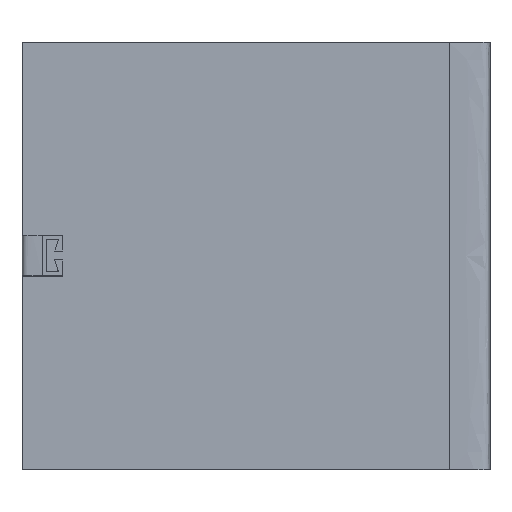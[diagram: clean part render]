
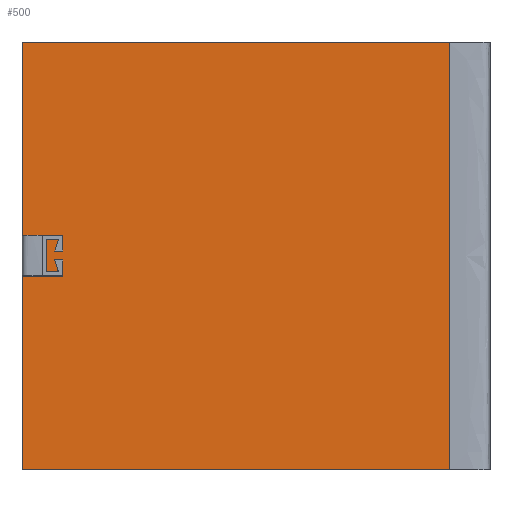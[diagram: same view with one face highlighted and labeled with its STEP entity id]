
A CAD part, top view. The second image highlights one B-rep face of the part: STEP entity #500.
In plain terms, the highlighted planar face has unit normal (0, 0, 1).
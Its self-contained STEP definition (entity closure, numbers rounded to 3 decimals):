
#42=FACE_OUTER_BOUND('',#69,.T.);
#69=EDGE_LOOP('',(#408,#409,#410,#411,#412,#413,#414,#415,#416,#417,#418,
#419,#420,#421,#422,#423,#424,#425,#426,#427,#428,#429));
#77=LINE('',#670,#142);
#81=LINE('',#677,#146);
#84=LINE('',#683,#149);
#87=LINE('',#689,#152);
#91=LINE('',#696,#156);
#93=LINE('',#699,#158);
#96=LINE('',#705,#161);
#99=LINE('',#713,#164);
#103=LINE('',#720,#168);
#107=LINE('',#727,#172);
#109=LINE('',#730,#174);
#112=LINE('',#736,#177);
#114=LINE('',#739,#179);
#121=LINE('',#754,#186);
#122=LINE('',#757,#187);
#124=LINE('',#761,#189);
#127=LINE('',#781,#192);
#129=LINE('',#785,#194);
#130=LINE('',#787,#195);
#131=LINE('',#789,#196);
#132=LINE('',#791,#197);
#133=LINE('',#792,#198);
#142=VECTOR('',#551,10.);
#146=VECTOR('',#557,10.);
#149=VECTOR('',#562,10.);
#152=VECTOR('',#567,10.);
#156=VECTOR('',#573,10.);
#158=VECTOR('',#577,10.);
#161=VECTOR('',#582,10.);
#164=VECTOR('',#587,10.);
#168=VECTOR('',#593,10.);
#172=VECTOR('',#599,10.);
#174=VECTOR('',#603,10.);
#177=VECTOR('',#608,10.);
#179=VECTOR('',#612,10.);
#186=VECTOR('',#625,10.);
#187=VECTOR('',#628,10.);
#189=VECTOR('',#632,10.);
#192=VECTOR('',#639,10.);
#194=VECTOR('',#643,10.);
#195=VECTOR('',#644,10.);
#196=VECTOR('',#645,10.);
#197=VECTOR('',#646,10.);
#198=VECTOR('',#647,10.);
#207=VERTEX_POINT('',#667);
#208=VERTEX_POINT('',#669);
#210=VERTEX_POINT('',#675);
#212=VERTEX_POINT('',#681);
#214=VERTEX_POINT('',#687);
#216=VERTEX_POINT('',#694);
#218=VERTEX_POINT('',#703);
#221=VERTEX_POINT('',#710);
#222=VERTEX_POINT('',#712);
#224=VERTEX_POINT('',#718);
#226=VERTEX_POINT('',#725);
#228=VERTEX_POINT('',#734);
#233=VERTEX_POINT('',#752);
#234=VERTEX_POINT('',#756);
#235=VERTEX_POINT('',#760);
#238=VERTEX_POINT('',#780);
#239=VERTEX_POINT('',#784);
#240=VERTEX_POINT('',#786);
#241=VERTEX_POINT('',#788);
#242=VERTEX_POINT('',#790);
#249=EDGE_CURVE('',#207,#208,#77,.T.);
#253=EDGE_CURVE('',#210,#207,#81,.T.);
#256=EDGE_CURVE('',#212,#210,#84,.T.);
#259=EDGE_CURVE('',#214,#212,#87,.T.);
#263=EDGE_CURVE('',#216,#214,#91,.T.);
#265=EDGE_CURVE('',#212,#216,#93,.T.);
#268=EDGE_CURVE('',#218,#212,#96,.T.);
#271=EDGE_CURVE('',#221,#222,#99,.T.);
#275=EDGE_CURVE('',#224,#221,#103,.T.);
#279=EDGE_CURVE('',#226,#224,#107,.T.);
#281=EDGE_CURVE('',#221,#226,#109,.T.);
#284=EDGE_CURVE('',#228,#221,#112,.T.);
#286=EDGE_CURVE('',#208,#228,#114,.T.);
#293=EDGE_CURVE('',#218,#233,#121,.T.);
#294=EDGE_CURVE('',#234,#222,#122,.T.);
#296=EDGE_CURVE('',#233,#235,#124,.T.);
#301=EDGE_CURVE('',#238,#234,#127,.T.);
#303=EDGE_CURVE('',#235,#239,#129,.T.);
#304=EDGE_CURVE('',#240,#239,#130,.T.);
#305=EDGE_CURVE('',#240,#241,#131,.T.);
#306=EDGE_CURVE('',#242,#241,#132,.T.);
#307=EDGE_CURVE('',#242,#238,#133,.T.);
#408=ORIENTED_EDGE('',*,*,#301,.T.);
#409=ORIENTED_EDGE('',*,*,#294,.T.);
#410=ORIENTED_EDGE('',*,*,#271,.F.);
#411=ORIENTED_EDGE('',*,*,#275,.F.);
#412=ORIENTED_EDGE('',*,*,#279,.F.);
#413=ORIENTED_EDGE('',*,*,#281,.F.);
#414=ORIENTED_EDGE('',*,*,#284,.F.);
#415=ORIENTED_EDGE('',*,*,#286,.F.);
#416=ORIENTED_EDGE('',*,*,#249,.F.);
#417=ORIENTED_EDGE('',*,*,#253,.F.);
#418=ORIENTED_EDGE('',*,*,#256,.F.);
#419=ORIENTED_EDGE('',*,*,#259,.F.);
#420=ORIENTED_EDGE('',*,*,#263,.F.);
#421=ORIENTED_EDGE('',*,*,#265,.F.);
#422=ORIENTED_EDGE('',*,*,#268,.F.);
#423=ORIENTED_EDGE('',*,*,#293,.T.);
#424=ORIENTED_EDGE('',*,*,#296,.T.);
#425=ORIENTED_EDGE('',*,*,#303,.T.);
#426=ORIENTED_EDGE('',*,*,#304,.F.);
#427=ORIENTED_EDGE('',*,*,#305,.T.);
#428=ORIENTED_EDGE('',*,*,#306,.F.);
#429=ORIENTED_EDGE('',*,*,#307,.T.);
#474=PLANE('',#540);
#500=ADVANCED_FACE('',(#42),#474,.T.);
#540=AXIS2_PLACEMENT_3D('',#783,#641,#642);
#551=DIRECTION('',(0.,1.,0.));
#557=DIRECTION('',(-1.,0.,0.));
#562=DIRECTION('',(0.316,-0.949,0.));
#567=DIRECTION('',(1.,0.,0.));
#573=DIRECTION('',(0.,-1.,0.));
#577=DIRECTION('',(-0.316,0.949,0.));
#582=DIRECTION('',(-1.,0.,0.));
#587=DIRECTION('',(1.,0.,0.));
#593=DIRECTION('',(0.316,0.949,0.));
#599=DIRECTION('',(0.,-1.,0.));
#603=DIRECTION('',(-1.,0.,0.));
#608=DIRECTION('',(-0.316,-0.949,0.));
#612=DIRECTION('',(1.,0.,0.));
#625=DIRECTION('',(0.,-1.,0.));
#628=DIRECTION('',(0.,-1.,0.));
#632=DIRECTION('',(-1.,0.,0.));
#639=DIRECTION('',(1.,0.,0.));
#641=DIRECTION('center_axis',(0.,0.,1.));
#642=DIRECTION('ref_axis',(1.,0.,0.));
#643=DIRECTION('',(0.,-1.,0.));
#644=DIRECTION('',(-1.,0.,0.));
#645=DIRECTION('',(0.,1.,0.));
#646=DIRECTION('',(1.,0.,0.));
#647=DIRECTION('',(0.,-1.,0.));
#667=CARTESIAN_POINT('',(6.,-4.,5.));
#669=CARTESIAN_POINT('',(6.,4.,5.));
#670=CARTESIAN_POINT('',(6.,4.,5.));
#675=CARTESIAN_POINT('',(9.,-4.,5.));
#677=CARTESIAN_POINT('',(6.,-4.,5.));
#681=CARTESIAN_POINT('',(8.033,-1.1,5.));
#683=CARTESIAN_POINT('',(9.,-4.,5.));
#687=CARTESIAN_POINT('',(8.,-1.1,5.));
#689=CARTESIAN_POINT('',(10.,-1.1,5.));
#694=CARTESIAN_POINT('',(8.,-1.,5.));
#696=CARTESIAN_POINT('',(8.,-4.,5.));
#699=CARTESIAN_POINT('',(9.,-4.,5.));
#703=CARTESIAN_POINT('',(10.,-1.1,5.));
#705=CARTESIAN_POINT('',(10.,-1.1,5.));
#710=CARTESIAN_POINT('',(8.033,1.1,5.));
#712=CARTESIAN_POINT('',(10.,1.1,5.));
#713=CARTESIAN_POINT('',(10.,1.1,5.));
#718=CARTESIAN_POINT('',(8.,1.,5.));
#720=CARTESIAN_POINT('',(8.,1.,5.));
#725=CARTESIAN_POINT('',(8.,1.1,5.));
#727=CARTESIAN_POINT('',(8.,-4.,5.));
#730=CARTESIAN_POINT('',(10.,1.1,5.));
#734=CARTESIAN_POINT('',(9.,4.,5.));
#736=CARTESIAN_POINT('',(8.,1.,5.));
#739=CARTESIAN_POINT('',(9.,4.,5.));
#752=CARTESIAN_POINT('',(10.,-5.,5.));
#754=CARTESIAN_POINT('',(10.,0.,5.));
#756=CARTESIAN_POINT('',(10.,5.,5.));
#757=CARTESIAN_POINT('',(10.,0.,5.));
#760=CARTESIAN_POINT('',(0.,-5.,5.));
#761=CARTESIAN_POINT('',(2.5,-5.,5.));
#780=CARTESIAN_POINT('',(0.,5.,5.));
#781=CARTESIAN_POINT('',(2.5,5.,5.));
#783=CARTESIAN_POINT('Origin',(0.,0.,5.));
#784=CARTESIAN_POINT('',(0.,-52.5,5.));
#785=CARTESIAN_POINT('',(0.,0.,5.));
#786=CARTESIAN_POINT('',(105.,-52.5,5.));
#787=CARTESIAN_POINT('',(115.,-52.5,5.));
#788=CARTESIAN_POINT('',(105.,52.5,5.));
#789=CARTESIAN_POINT('',(105.,0.,5.));
#790=CARTESIAN_POINT('',(0.,52.5,5.));
#791=CARTESIAN_POINT('',(115.,52.5,5.));
#792=CARTESIAN_POINT('',(0.,0.,5.));
